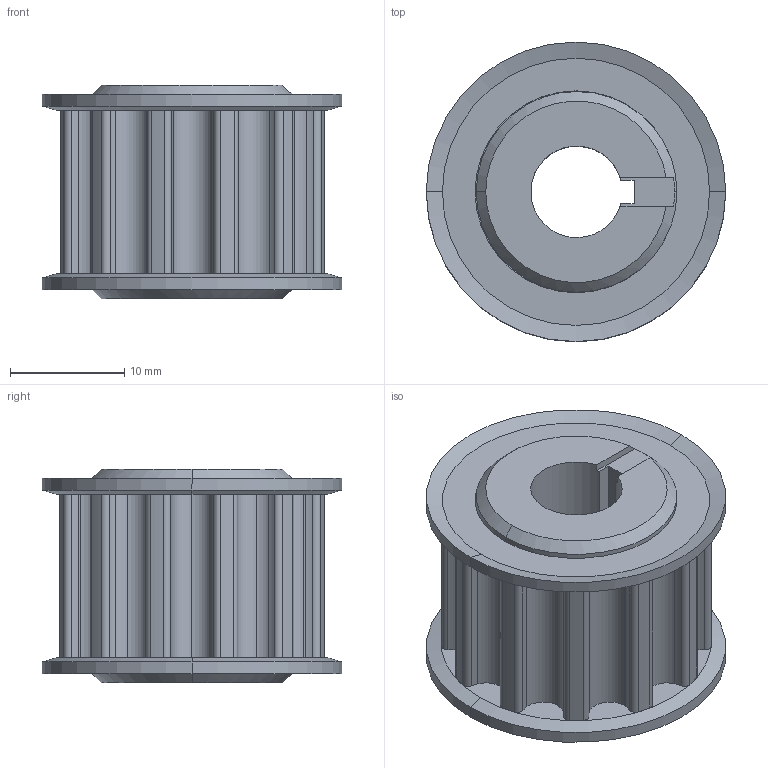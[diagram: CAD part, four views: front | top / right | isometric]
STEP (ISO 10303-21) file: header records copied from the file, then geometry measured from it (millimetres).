
FILE_DESCRIPTION (( 'STEP AP203' ), '1' );
FILE_NAME ('REV-21-2200_RevA.STEP', '2021-04-30T18:59:18', ( '' ), ( '' ), 'SwSTEP 2.0', 'SolidWorks 2019', '' );
FILE_SCHEMA (( 'CONFIG_CONTROL_DESIGN' ));
Length unit declared in the file: inch
Products named in the file (1): REV-21-2200_RevA
Bounding box: 26.19 x 26.19 x 18.69 mm (x, y, z)
Volume: 5638.4 mm3; surface area: 4217.2 mm2
Topology: 3 solids, 3 shells, 125 faces, 345 edges, 226 vertices
Faces by surface type: cylinder 96, plane 17, cone 12
Entity records: 4186 total; most frequent: DIRECTION 805, CARTESIAN_POINT 709, ORIENTED_EDGE 690, EDGE_CURVE 345, AXIS2_PLACEMENT_3D 338, VERTEX_POINT 226, CIRCLE 212, EDGE_LOOP 131
